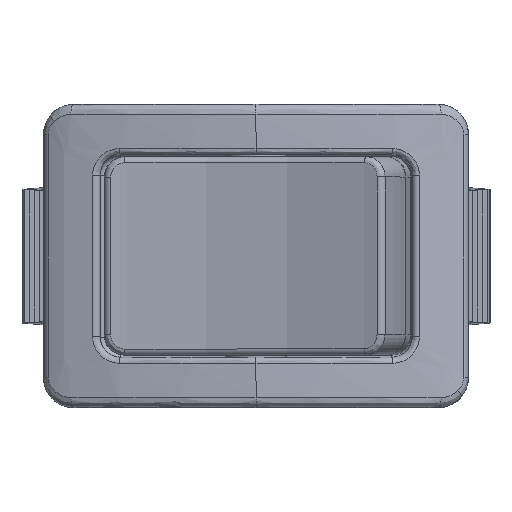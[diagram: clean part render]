
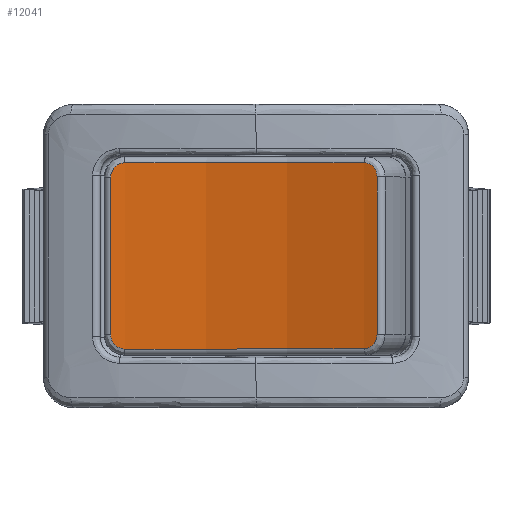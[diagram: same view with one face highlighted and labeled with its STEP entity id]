
A CAD part, top view. The second image highlights one B-rep face of the part: STEP entity #12041.
In plain terms, the highlighted cylindrical face has radius 30 mm (diameter 60 mm), a partial arc.
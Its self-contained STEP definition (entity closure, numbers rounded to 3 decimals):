
#321=B_SPLINE_CURVE_WITH_KNOTS('',3,(#21535,#21536,#21537,#21538,#21539,
#21540,#21541,#21542,#21543,#21544,#21545,#21546,#21547,#21548,#21549,#21550,
#21551,#21552),.UNSPECIFIED.,.F.,.F.,(4,2,2,2,2,2,2,2,4),(0.,
0.114,0.244,0.375,0.5,0.637,
0.768,0.898,1.),.UNSPECIFIED.);
#322=B_SPLINE_CURVE_WITH_KNOTS('',3,(#21554,#21555,#21556,#21557,#21558,
#21559,#21560,#21561,#21562,#21563,#21564,#21565,#21566,#21567,#21568,#21569,
#21570,#21571),.UNSPECIFIED.,.F.,.F.,(4,2,2,2,2,2,2,2,4),(0.,
0.102,0.232,0.363,0.5,0.625,
0.756,0.886,1.),.UNSPECIFIED.);
#323=B_SPLINE_CURVE_WITH_KNOTS('',3,(#21575,#21576,#21577,#21578,#21579,
#21580,#21581,#21582,#21583,#21584,#21585,#21586,#21587,#21588,#21589,#21590,
#21591,#21592),.UNSPECIFIED.,.F.,.F.,(4,2,2,2,2,2,2,2,4),(0.,
0.101,0.232,0.363,0.5,0.624,
0.755,0.886,1.),.UNSPECIFIED.);
#324=B_SPLINE_CURVE_WITH_KNOTS('',3,(#21596,#21597,#21598,#21599,#21600,
#21601,#21602,#21603,#21604,#21605,#21606,#21607,#21608,#21609,#21610,#21611,
#21612,#21613),.UNSPECIFIED.,.F.,.F.,(4,2,2,2,2,2,2,2,4),(0.,
0.114,0.245,0.376,0.5,0.637,
0.768,0.899,1.),.UNSPECIFIED.);
#399=CYLINDRICAL_SURFACE('',#12945,30.);
#608=CIRCLE('',#12942,30.);
#611=CIRCLE('',#12946,30.);
#1716=FACE_OUTER_BOUND('',#2357,.T.);
#2357=EDGE_LOOP('',(#10454,#10455,#10456,#10457,#10458,#10459,#10460,#10461));
#3552=LINE('',#21573,#4815);
#3553=LINE('',#21614,#4816);
#4815=VECTOR('',#15515,7.8);
#4816=VECTOR('',#15518,7.8);
#5901=VERTEX_POINT('',#21528);
#5902=VERTEX_POINT('',#21529);
#5903=VERTEX_POINT('',#21534);
#5904=VERTEX_POINT('',#21553);
#5905=VERTEX_POINT('',#21572);
#5906=VERTEX_POINT('',#21574);
#5907=VERTEX_POINT('',#21593);
#5908=VERTEX_POINT('',#21595);
#7458=EDGE_CURVE('',#5901,#5902,#608,.T.);
#7461=EDGE_CURVE('',#5901,#5903,#321,.T.);
#7462=EDGE_CURVE('',#5904,#5902,#322,.T.);
#7463=EDGE_CURVE('',#5905,#5904,#3552,.T.);
#7464=EDGE_CURVE('',#5906,#5905,#323,.T.);
#7465=EDGE_CURVE('',#5906,#5907,#611,.T.);
#7466=EDGE_CURVE('',#5908,#5907,#324,.T.);
#7467=EDGE_CURVE('',#5903,#5908,#3553,.T.);
#10454=ORIENTED_EDGE('',*,*,#7461,.F.);
#10455=ORIENTED_EDGE('',*,*,#7458,.T.);
#10456=ORIENTED_EDGE('',*,*,#7462,.F.);
#10457=ORIENTED_EDGE('',*,*,#7463,.F.);
#10458=ORIENTED_EDGE('',*,*,#7464,.F.);
#10459=ORIENTED_EDGE('',*,*,#7465,.T.);
#10460=ORIENTED_EDGE('',*,*,#7466,.F.);
#10461=ORIENTED_EDGE('',*,*,#7467,.F.);
#12041=ADVANCED_FACE('',(#1716),#399,.F.);
#12942=AXIS2_PLACEMENT_3D('',#21530,#15507,#15508);
#12945=AXIS2_PLACEMENT_3D('',#21533,#15513,#15514);
#12946=AXIS2_PLACEMENT_3D('',#21594,#15516,#15517);
#15507=DIRECTION('center_axis',(0.,-1.,0.));
#15508=DIRECTION('ref_axis',(0.201,0.,0.98));
#15513=DIRECTION('center_axis',(0.,1.,0.));
#15514=DIRECTION('ref_axis',(1.,0.,0.));
#15515=DIRECTION('',(0.,-1.,0.));
#15516=DIRECTION('center_axis',(0.,1.,0.));
#15517=DIRECTION('ref_axis',(-0.201,0.,0.98));
#15518=DIRECTION('',(0.,1.,0.));
#21528=CARTESIAN_POINT('',(6.027,-4.6,-2.985));
#21529=CARTESIAN_POINT('',(-6.027,-4.6,-2.985));
#21530=CARTESIAN_POINT('Origin',(0.,-4.6,-32.374));
#21533=CARTESIAN_POINT('Origin',(0.,-4.9,-32.374));
#21534=CARTESIAN_POINT('',(6.704,-3.9,-3.132));
#21535=CARTESIAN_POINT('Ctrl Pts',(6.027,-4.6,-2.985));
#21536=CARTESIAN_POINT('Ctrl Pts',(6.067,-4.6,-2.994));
#21537=CARTESIAN_POINT('Ctrl Pts',(6.108,-4.596,-3.002));
#21538=CARTESIAN_POINT('Ctrl Pts',(6.193,-4.58,-3.02));
#21539=CARTESIAN_POINT('Ctrl Pts',(6.238,-4.567,-3.029));
#21540=CARTESIAN_POINT('Ctrl Pts',(6.324,-4.531,-3.048));
#21541=CARTESIAN_POINT('Ctrl Pts',(6.365,-4.508,-3.057));
#21542=CARTESIAN_POINT('Ctrl Pts',(6.441,-4.456,-3.073));
#21543=CARTESIAN_POINT('Ctrl Pts',(6.475,-4.427,-3.081));
#21544=CARTESIAN_POINT('Ctrl Pts',(6.54,-4.359,-3.095));
#21545=CARTESIAN_POINT('Ctrl Pts',(6.571,-4.32,-3.102));
#21546=CARTESIAN_POINT('Ctrl Pts',(6.622,-4.238,-3.114));
#21547=CARTESIAN_POINT('Ctrl Pts',(6.643,-4.195,-3.119));
#21548=CARTESIAN_POINT('Ctrl Pts',(6.676,-4.105,-3.126));
#21549=CARTESIAN_POINT('Ctrl Pts',(6.688,-4.059,-3.129));
#21550=CARTESIAN_POINT('Ctrl Pts',(6.701,-3.975,-3.132));
#21551=CARTESIAN_POINT('Ctrl Pts',(6.704,-3.937,-3.132));
#21552=CARTESIAN_POINT('Ctrl Pts',(6.704,-3.9,-3.132));
#21553=CARTESIAN_POINT('',(-6.704,-3.9,-3.132));
#21554=CARTESIAN_POINT('Ctrl Pts',(-6.704,-3.9,
-3.132));
#21555=CARTESIAN_POINT('Ctrl Pts',(-6.704,-3.937,
-3.132));
#21556=CARTESIAN_POINT('Ctrl Pts',(-6.701,-3.975,
-3.132));
#21557=CARTESIAN_POINT('Ctrl Pts',(-6.688,-4.059,
-3.129));
#21558=CARTESIAN_POINT('Ctrl Pts',(-6.676,-4.105,
-3.126));
#21559=CARTESIAN_POINT('Ctrl Pts',(-6.643,-4.195,
-3.119));
#21560=CARTESIAN_POINT('Ctrl Pts',(-6.622,-4.238,-3.114));
#21561=CARTESIAN_POINT('Ctrl Pts',(-6.571,-4.32,-3.102));
#21562=CARTESIAN_POINT('Ctrl Pts',(-6.54,-4.359,
-3.095));
#21563=CARTESIAN_POINT('Ctrl Pts',(-6.475,-4.427,
-3.081));
#21564=CARTESIAN_POINT('Ctrl Pts',(-6.441,-4.456,
-3.073));
#21565=CARTESIAN_POINT('Ctrl Pts',(-6.365,-4.508,-3.057));
#21566=CARTESIAN_POINT('Ctrl Pts',(-6.324,-4.531,
-3.048));
#21567=CARTESIAN_POINT('Ctrl Pts',(-6.238,-4.567,
-3.029));
#21568=CARTESIAN_POINT('Ctrl Pts',(-6.193,-4.58,
-3.02));
#21569=CARTESIAN_POINT('Ctrl Pts',(-6.108,-4.596,
-3.002));
#21570=CARTESIAN_POINT('Ctrl Pts',(-6.067,-4.6,
-2.994));
#21571=CARTESIAN_POINT('Ctrl Pts',(-6.027,-4.6,
-2.985));
#21572=CARTESIAN_POINT('',(-6.704,3.9,-3.132));
#21573=CARTESIAN_POINT('',(-6.704,3.9,-3.132));
#21574=CARTESIAN_POINT('',(-6.027,4.6,-2.985));
#21575=CARTESIAN_POINT('Ctrl Pts',(-6.027,4.6,-2.985));
#21576=CARTESIAN_POINT('Ctrl Pts',(-6.063,4.6,-2.993));
#21577=CARTESIAN_POINT('Ctrl Pts',(-6.099,4.597,-3.));
#21578=CARTESIAN_POINT('Ctrl Pts',(-6.18,4.583,-3.017));
#21579=CARTESIAN_POINT('Ctrl Pts',(-6.226,4.571,-3.027));
#21580=CARTESIAN_POINT('Ctrl Pts',(-6.312,4.537,-3.045));
#21581=CARTESIAN_POINT('Ctrl Pts',(-6.354,4.515,-3.054));
#21582=CARTESIAN_POINT('Ctrl Pts',(-6.434,4.462,-3.072));
#21583=CARTESIAN_POINT('Ctrl Pts',(-6.472,4.43,-3.08));
#21584=CARTESIAN_POINT('Ctrl Pts',(-6.537,4.363,-3.095));
#21585=CARTESIAN_POINT('Ctrl Pts',(-6.565,4.327,-3.101));
#21586=CARTESIAN_POINT('Ctrl Pts',(-6.616,4.249,-3.112));
#21587=CARTESIAN_POINT('Ctrl Pts',(-6.637,4.207,-3.117));
#21588=CARTESIAN_POINT('Ctrl Pts',(-6.672,4.118,-3.125));
#21589=CARTESIAN_POINT('Ctrl Pts',(-6.685,4.072,-3.128));
#21590=CARTESIAN_POINT('Ctrl Pts',(-6.7,3.983,-3.132));
#21591=CARTESIAN_POINT('Ctrl Pts',(-6.704,3.942,-3.132));
#21592=CARTESIAN_POINT('Ctrl Pts',(-6.704,3.9,-3.132));
#21593=CARTESIAN_POINT('',(6.027,4.6,-2.985));
#21594=CARTESIAN_POINT('Origin',(0.,4.6,-32.374));
#21595=CARTESIAN_POINT('',(6.704,3.9,-3.132));
#21596=CARTESIAN_POINT('Ctrl Pts',(6.704,3.9,-3.132));
#21597=CARTESIAN_POINT('Ctrl Pts',(6.704,3.942,-3.132));
#21598=CARTESIAN_POINT('Ctrl Pts',(6.7,3.983,-3.132));
#21599=CARTESIAN_POINT('Ctrl Pts',(6.685,4.072,-3.128));
#21600=CARTESIAN_POINT('Ctrl Pts',(6.672,4.118,-3.125));
#21601=CARTESIAN_POINT('Ctrl Pts',(6.637,4.207,-3.117));
#21602=CARTESIAN_POINT('Ctrl Pts',(6.616,4.249,-3.112));
#21603=CARTESIAN_POINT('Ctrl Pts',(6.565,4.327,-3.101));
#21604=CARTESIAN_POINT('Ctrl Pts',(6.537,4.363,-3.095));
#21605=CARTESIAN_POINT('Ctrl Pts',(6.472,4.43,-3.08));
#21606=CARTESIAN_POINT('Ctrl Pts',(6.434,4.462,-3.072));
#21607=CARTESIAN_POINT('Ctrl Pts',(6.354,4.515,-3.054));
#21608=CARTESIAN_POINT('Ctrl Pts',(6.312,4.537,-3.045));
#21609=CARTESIAN_POINT('Ctrl Pts',(6.226,4.571,-3.027));
#21610=CARTESIAN_POINT('Ctrl Pts',(6.18,4.583,-3.017));
#21611=CARTESIAN_POINT('Ctrl Pts',(6.099,4.597,-3.));
#21612=CARTESIAN_POINT('Ctrl Pts',(6.063,4.6,-2.993));
#21613=CARTESIAN_POINT('Ctrl Pts',(6.027,4.6,-2.985));
#21614=CARTESIAN_POINT('',(6.704,-3.9,-3.132));
